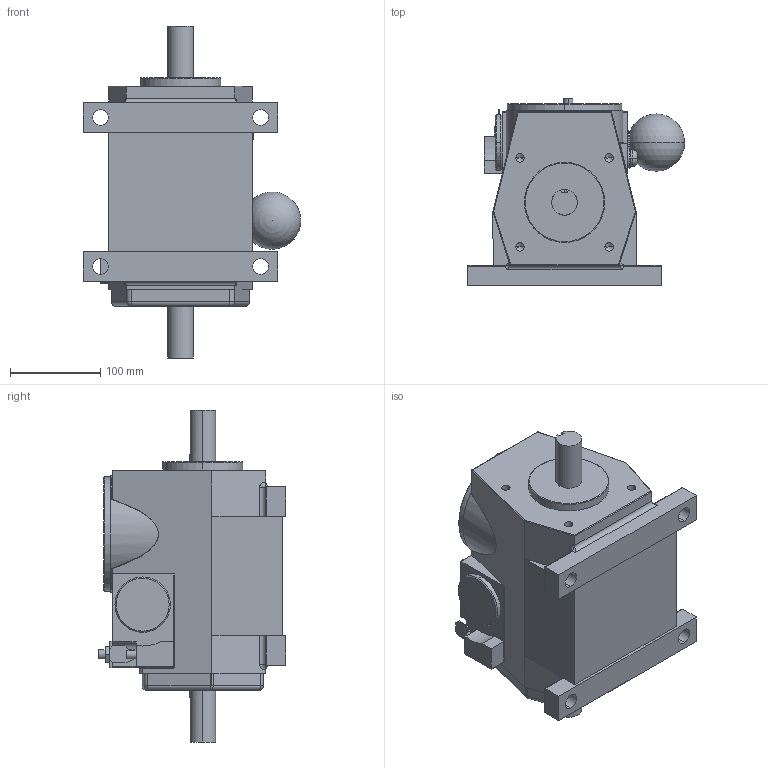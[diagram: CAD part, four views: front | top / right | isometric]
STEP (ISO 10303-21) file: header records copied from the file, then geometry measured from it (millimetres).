
FILE_DESCRIPTION (( 'STEP AP203' ), '1' );
FILE_NAME ('Posi-7.step', '2011-01-26T04:39:37', ( '' ), ( '' ), 'SwSTEP 2.0', 'SolidWorks 2010', '' );
FILE_SCHEMA (( 'CONFIG_CONTROL_DESIGN' ));
Length unit declared in the file: inch
Products named in the file (1): Posi-7
Bounding box: 241.3 x 207.96 x 368.3 mm (x, y, z)
Volume: 6885413.9 mm3; surface area: 272096.8 mm2
Topology: 1 solids, 1 shells, 293 faces, 716 edges, 419 vertices
Faces by surface type: cylinder 127, plane 103, sphere 20, bspline 17, torus 14, cone 12
Entity records: 10573 total; most frequent: CARTESIAN_POINT 3848, DIRECTION 1406, ORIENTED_EDGE 1380, EDGE_CURVE 690, AXIS2_PLACEMENT_3D 509, VERTEX_POINT 415, VECTOR 388, LINE 388
